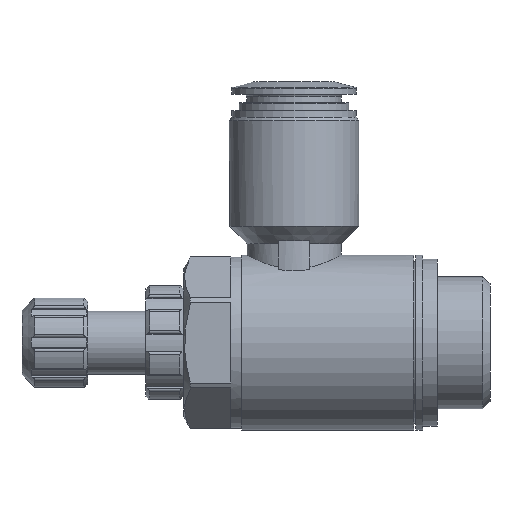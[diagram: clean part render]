
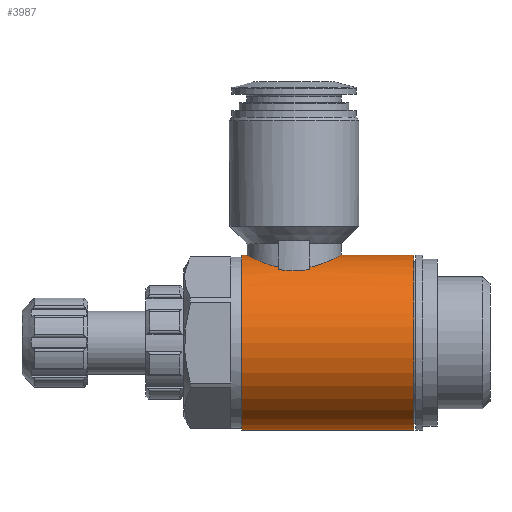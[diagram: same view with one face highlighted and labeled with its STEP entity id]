
A CAD part, left-side view. The second image highlights one B-rep face of the part: STEP entity #3987.
In plain terms, the highlighted cylindrical face has radius 13.9 mm (diameter 27.8 mm), a full revolution.
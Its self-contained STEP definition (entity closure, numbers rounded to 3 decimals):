
#386=B_SPLINE_CURVE_WITH_KNOTS('',3,(#5298,#5299,#5300,#5301,#5302,#5303,
#5304,#5305,#5306),.UNSPECIFIED.,.F.,.F.,(4,1,1,1,1,1,4),(0.003,
0.007,0.01,0.012,0.014,
0.017,0.021),.UNSPECIFIED.);
#387=B_SPLINE_CURVE_WITH_KNOTS('',3,(#5311,#5312,#5313,#5314,#5315),
 .UNSPECIFIED.,.F.,.F.,(4,1,4),(0.,0.003,0.005),
 .UNSPECIFIED.);
#388=B_SPLINE_CURVE_WITH_KNOTS('',3,(#5319,#5320,#5321,#5322,#5323,#5324,
#5325,#5326,#5327),.UNSPECIFIED.,.F.,.F.,(4,1,1,1,1,1,4),(0.026,
0.031,0.034,0.036,0.038,
0.041,0.045),.UNSPECIFIED.);
#389=B_SPLINE_CURVE_WITH_KNOTS('',3,(#5331,#5332,#5333,#5334,#5335),
 .UNSPECIFIED.,.F.,.F.,(4,1,4),(0.,0.003,0.005),
 .UNSPECIFIED.);
#530=ORIENTED_EDGE('',*,*,#1368,.F.);
#531=ORIENTED_EDGE('',*,*,#1369,.T.);
#532=ORIENTED_EDGE('',*,*,#1370,.F.);
#533=ORIENTED_EDGE('',*,*,#1371,.F.);
#534=ORIENTED_EDGE('',*,*,#1372,.F.);
#535=ORIENTED_EDGE('',*,*,#1373,.F.);
#536=ORIENTED_EDGE('',*,*,#1374,.F.);
#537=ORIENTED_EDGE('',*,*,#1375,.F.);
#538=ORIENTED_EDGE('',*,*,#1376,.F.);
#539=ORIENTED_EDGE('',*,*,#1377,.F.);
#1368=EDGE_CURVE('',#1787,#1787,#2067,.T.);
#1369=EDGE_CURVE('',#1788,#1788,#2068,.T.);
#1370=EDGE_CURVE('',#1789,#1790,#386,.T.);
#1371=EDGE_CURVE('',#1791,#1789,#2069,.T.);
#1372=EDGE_CURVE('',#1792,#1791,#387,.T.);
#1373=EDGE_CURVE('',#1793,#1792,#2070,.T.);
#1374=EDGE_CURVE('',#1794,#1793,#388,.T.);
#1375=EDGE_CURVE('',#1795,#1794,#2071,.T.);
#1376=EDGE_CURVE('',#1796,#1795,#389,.T.);
#1377=EDGE_CURVE('',#1790,#1796,#2072,.T.);
#1787=VERTEX_POINT('',#5295);
#1788=VERTEX_POINT('',#5297);
#1789=VERTEX_POINT('',#5307);
#1790=VERTEX_POINT('',#5308);
#1791=VERTEX_POINT('',#5310);
#1792=VERTEX_POINT('',#5316);
#1793=VERTEX_POINT('',#5318);
#1794=VERTEX_POINT('',#5328);
#1795=VERTEX_POINT('',#5330);
#1796=VERTEX_POINT('',#5336);
#2067=CIRCLE('',#4173,13.9);
#2068=CIRCLE('',#4174,13.9);
#2069=CIRCLE('',#4175,13.9);
#2070=CIRCLE('',#4176,13.9);
#2071=CIRCLE('',#4177,13.9);
#2072=CIRCLE('',#4178,13.9);
#2210=EDGE_LOOP('',(#530));
#2211=EDGE_LOOP('',(#531));
#2212=EDGE_LOOP('',(#532,#533,#534,#535,#536,#537,#538,#539));
#2430=FACE_BOUND('',#2210,.T.);
#2431=FACE_BOUND('',#2211,.T.);
#2432=FACE_BOUND('',#2212,.T.);
#2649=CYLINDRICAL_SURFACE('',#4172,13.9);
#3987=ADVANCED_FACE('',(#2430,#2431,#2432),#2649,.T.);
#4172=AXIS2_PLACEMENT_3D('',#5293,#4497,#4498);
#4173=AXIS2_PLACEMENT_3D('',#5294,#4499,#4500);
#4174=AXIS2_PLACEMENT_3D('',#5296,#4501,#4502);
#4175=AXIS2_PLACEMENT_3D('',#5309,#4503,#4504);
#4176=AXIS2_PLACEMENT_3D('',#5317,#4505,#4506);
#4177=AXIS2_PLACEMENT_3D('',#5329,#4507,#4508);
#4178=AXIS2_PLACEMENT_3D('',#5337,#4509,#4510);
#4497=DIRECTION('',(0.,-1.,0.));
#4498=DIRECTION('',(0.,0.,-1.));
#4499=DIRECTION('',(0.,-1.,0.));
#4500=DIRECTION('',(0.,0.,-1.));
#4501=DIRECTION('',(0.,-1.,0.));
#4502=DIRECTION('',(0.,0.,-1.));
#4503=DIRECTION('',(0.,1.,0.));
#4504=DIRECTION('',(0.,0.,1.));
#4505=DIRECTION('',(0.,-1.,0.));
#4506=DIRECTION('',(0.,0.,-1.));
#4507=DIRECTION('',(0.,-1.,0.));
#4508=DIRECTION('',(0.,0.,-1.));
#4509=DIRECTION('',(0.,1.,0.));
#4510=DIRECTION('',(0.,0.,1.));
#5293=CARTESIAN_POINT('',(0.,-8.35,0.));
#5294=CARTESIAN_POINT('',(0.,3.75,0.));
#5295=CARTESIAN_POINT('',(0.,3.75,-13.9));
#5296=CARTESIAN_POINT('',(0.,31.05,0.));
#5297=CARTESIAN_POINT('',(0.,31.05,-13.9));
#5298=CARTESIAN_POINT('',(-7.071,20.25,11.967));
#5299=CARTESIAN_POINT('',(-6.553,18.784,12.273));
#5300=CARTESIAN_POINT('',(-5.128,16.913,13.043));
#5301=CARTESIAN_POINT('',(-2.369,15.506,13.759));
#5302=CARTESIAN_POINT('',(-0.009,15.123,13.97));
#5303=CARTESIAN_POINT('',(2.36,15.501,13.762));
#5304=CARTESIAN_POINT('',(5.139,16.919,13.04));
#5305=CARTESIAN_POINT('',(6.557,18.796,12.271));
#5306=CARTESIAN_POINT('',(7.071,20.25,11.967));
#5307=CARTESIAN_POINT('',(-7.071,20.25,11.967));
#5308=CARTESIAN_POINT('',(7.071,20.25,11.967));
#5309=CARTESIAN_POINT('',(0.,20.25,0.));
#5310=CARTESIAN_POINT('',(-7.599,20.25,11.639));
#5311=CARTESIAN_POINT('',(-7.599,25.25,11.639));
#5312=CARTESIAN_POINT('',(-7.863,24.449,11.467));
#5313=CARTESIAN_POINT('',(-8.137,22.75,11.267));
#5314=CARTESIAN_POINT('',(-7.863,21.051,11.467));
#5315=CARTESIAN_POINT('',(-7.599,20.25,11.639));
#5316=CARTESIAN_POINT('',(-7.599,25.25,11.639));
#5317=CARTESIAN_POINT('',(0.,25.25,0.));
#5318=CARTESIAN_POINT('',(-7.071,25.25,11.967));
#5319=CARTESIAN_POINT('',(7.071,25.25,11.967));
#5320=CARTESIAN_POINT('',(6.553,26.715,12.273));
#5321=CARTESIAN_POINT('',(5.13,28.585,13.042));
#5322=CARTESIAN_POINT('',(2.368,29.995,13.76));
#5323=CARTESIAN_POINT('',(0.007,30.377,13.97));
#5324=CARTESIAN_POINT('',(-2.361,29.998,13.762));
#5325=CARTESIAN_POINT('',(-5.136,28.584,13.041));
#5326=CARTESIAN_POINT('',(-6.559,26.697,12.269));
#5327=CARTESIAN_POINT('',(-7.071,25.25,11.967));
#5328=CARTESIAN_POINT('',(7.071,25.25,11.967));
#5329=CARTESIAN_POINT('',(0.,25.25,0.));
#5330=CARTESIAN_POINT('',(7.599,25.25,11.639));
#5331=CARTESIAN_POINT('',(7.599,20.25,11.639));
#5332=CARTESIAN_POINT('',(7.863,21.051,11.467));
#5333=CARTESIAN_POINT('',(8.137,22.75,11.267));
#5334=CARTESIAN_POINT('',(7.863,24.449,11.467));
#5335=CARTESIAN_POINT('',(7.599,25.25,11.639));
#5336=CARTESIAN_POINT('',(7.599,20.25,11.639));
#5337=CARTESIAN_POINT('',(0.,20.25,0.));
